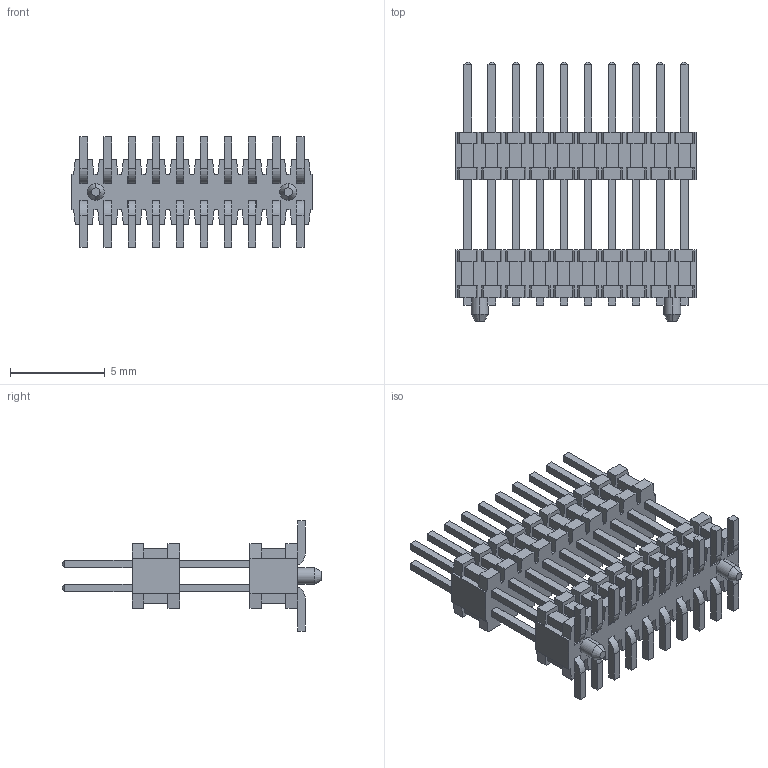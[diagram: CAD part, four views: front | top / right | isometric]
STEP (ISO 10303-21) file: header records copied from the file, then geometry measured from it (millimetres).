
FILE_DESCRIPTION (( 'STEP AP203' ), '1' );
FILE_NAME ('FW-10-05-X-D-360-145-A.step', '2013-05-29T12:46:00', ( 'Test' ), ( 'SAMTEC' ), 'SwSTEP 2.0', 'SolidWorks 2012', '' );
FILE_SCHEMA (( 'CONFIG_CONTROL_DESIGN' ));
Length unit declared in the file: inch
Products named in the file (1): FW-10-05-X-D-360-145-A
Bounding box: 12.7 x 13.69 x 5.82 mm (x, y, z)
Volume: 206.3 mm3; surface area: 998.9 mm2
Topology: 1 solids, 1 shells, 1042 faces, 3224 edges, 2108 vertices
Faces by surface type: plane 1014, cylinder 24, cone 4
Entity records: 35423 total; most frequent: ORIENTED_EDGE 6448, CARTESIAN_POINT 6375, DIRECTION 5362, EDGE_CURVE 3224, LINE 3172, VECTOR 3172, VERTEX_POINT 2108, EDGE_LOOP 1124
